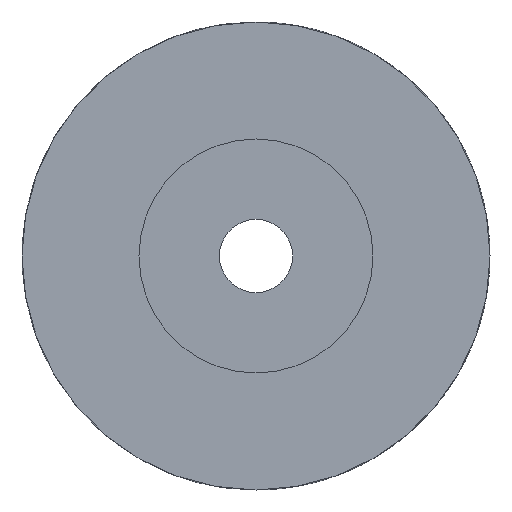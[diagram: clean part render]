
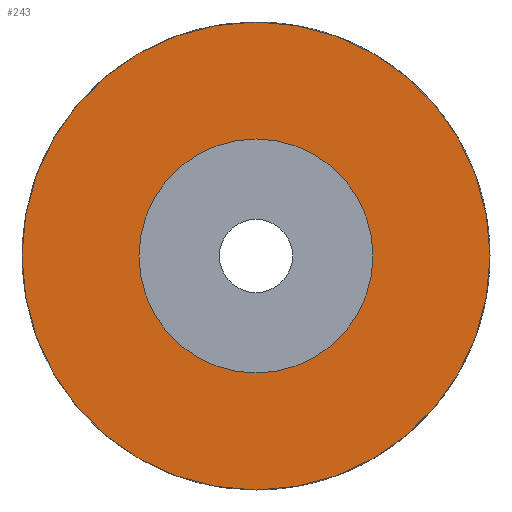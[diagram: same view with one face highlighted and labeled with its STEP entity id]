
A CAD part, front view. The second image highlights one B-rep face of the part: STEP entity #243.
In plain terms, the highlighted planar face has unit normal (0, -1, 0).
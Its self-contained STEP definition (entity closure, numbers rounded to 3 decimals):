
#2 = VERTEX_POINT ( 'NONE', #122 ) ;
#15 = DIRECTION ( 'NONE',  ( 0., 1., 0. ) ) ;
#23 = CARTESIAN_POINT ( 'NONE',  ( 0., 0., -8. ) ) ;
#32 = EDGE_LOOP ( 'NONE', ( #35, #333 ) ) ;
#34 = AXIS2_PLACEMENT_3D ( 'NONE', #78, #133, #237 ) ;
#35 = ORIENTED_EDGE ( 'NONE', *, *, #185, .F. ) ;
#50 = DIRECTION ( 'NONE',  ( 0., 0., 1. ) ) ;
#70 = PLANE ( 'NONE',  #161 ) ;
#78 = CARTESIAN_POINT ( 'NONE',  ( 0., 0., 0. ) ) ;
#82 = VERTEX_POINT ( 'NONE', #95 ) ;
#95 = CARTESIAN_POINT ( 'NONE',  ( 0., 0., 4. ) ) ;
#103 = CARTESIAN_POINT ( 'NONE',  ( 0., 0., 0. ) ) ;
#106 = DIRECTION ( 'NONE',  ( 0., 0., -1. ) ) ;
#116 = EDGE_LOOP ( 'NONE', ( #305, #191 ) ) ;
#118 = CARTESIAN_POINT ( 'NONE',  ( 0., 0., 0. ) ) ;
#122 = CARTESIAN_POINT ( 'NONE',  ( 0., 0., 8. ) ) ;
#133 = DIRECTION ( 'NONE',  ( 0., 1., 0. ) ) ;
#152 = EDGE_CURVE ( 'NONE', #189, #2, #215, .T. ) ;
#153 = CARTESIAN_POINT ( 'NONE',  ( 0., 0., 0. ) ) ;
#156 = DIRECTION ( 'NONE',  ( 0., 0., -1. ) ) ;
#161 = AXIS2_PLACEMENT_3D ( 'NONE', #118, #15, #174 ) ;
#174 = DIRECTION ( 'NONE',  ( 0., 0., 1. ) ) ;
#180 = AXIS2_PLACEMENT_3D ( 'NONE', #103, #206, #156 ) ;
#181 = DIRECTION ( 'NONE',  ( 0., -1., 0. ) ) ;
#185 = EDGE_CURVE ( 'NONE', #256, #82, #338, .T. ) ;
#189 = VERTEX_POINT ( 'NONE', #23 ) ;
#191 = ORIENTED_EDGE ( 'NONE', *, *, #344, .F. ) ;
#203 = FACE_BOUND ( 'NONE', #32, .T. ) ;
#206 = DIRECTION ( 'NONE',  ( 0., -1., 0. ) ) ;
#215 = CIRCLE ( 'NONE', #268, 8. ) ;
#233 = AXIS2_PLACEMENT_3D ( 'NONE', #239, #181, #106 ) ;
#237 = DIRECTION ( 'NONE',  ( 0., 0., 1. ) ) ;
#239 = CARTESIAN_POINT ( 'NONE',  ( 0., 0., 0. ) ) ;
#243 = ADVANCED_FACE ( 'NONE', ( #203, #341 ), #70, .F. ) ;
#251 = CIRCLE ( 'NONE', #233, 4. ) ;
#256 = VERTEX_POINT ( 'NONE', #346 ) ;
#268 = AXIS2_PLACEMENT_3D ( 'NONE', #153, #297, #50 ) ;
#297 = DIRECTION ( 'NONE',  ( 0., 1., 0. ) ) ;
#305 = ORIENTED_EDGE ( 'NONE', *, *, #152, .F. ) ;
#333 = ORIENTED_EDGE ( 'NONE', *, *, #354, .F. ) ;
#338 = CIRCLE ( 'NONE', #180, 4. ) ;
#341 = FACE_OUTER_BOUND ( 'NONE', #116, .T. ) ;
#344 = EDGE_CURVE ( 'NONE', #2, #189, #347, .T. ) ;
#346 = CARTESIAN_POINT ( 'NONE',  ( 0., 0., -4. ) ) ;
#347 = CIRCLE ( 'NONE', #34, 8. ) ;
#354 = EDGE_CURVE ( 'NONE', #82, #256, #251, .T. ) ;
